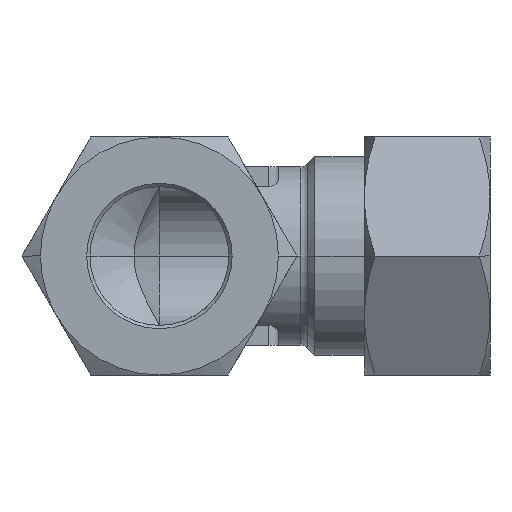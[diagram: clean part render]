
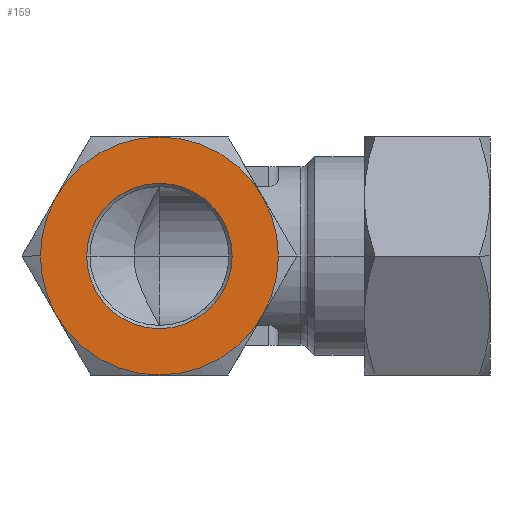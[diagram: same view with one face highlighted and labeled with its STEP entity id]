
A CAD part, front view. The second image highlights one B-rep face of the part: STEP entity #159.
In plain terms, the highlighted planar face has unit normal (0, -1, 0).
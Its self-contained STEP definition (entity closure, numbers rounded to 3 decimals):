
#159=ADVANCED_FACE('',(#397,#398),#399,.F.);
#397=FACE_BOUND('',#645,.T.);
#398=FACE_OUTER_BOUND('',#646,.T.);
#399=PLANE('',#647);
#645=EDGE_LOOP('',(#1526,#1527));
#646=EDGE_LOOP('',(#1528,#1529,#1530,#1531,#1532,#1533,#1534,#1535));
#647=AXIS2_PLACEMENT_3D('',#1536,#1537,#1538);
#1526=ORIENTED_EDGE('',*,*,#1744,.T.);
#1527=ORIENTED_EDGE('',*,*,#1740,.T.);
#1528=ORIENTED_EDGE('',*,*,#1781,.F.);
#1529=ORIENTED_EDGE('',*,*,#1697,.F.);
#1530=ORIENTED_EDGE('',*,*,#1784,.F.);
#1531=ORIENTED_EDGE('',*,*,#1786,.F.);
#1532=ORIENTED_EDGE('',*,*,#1790,.F.);
#1533=ORIENTED_EDGE('',*,*,#1791,.F.);
#1534=ORIENTED_EDGE('',*,*,#1695,.F.);
#1535=ORIENTED_EDGE('',*,*,#1795,.F.);
#1536=CARTESIAN_POINT('',(0.0,-50.0,0.0));
#1537=DIRECTION('',(0.0,1.0,-0.0));
#1538=DIRECTION('',(-0.0,0.0,1.0));
#1695=EDGE_CURVE('',#2055,#2053,#2057,.T.);
#1697=EDGE_CURVE('',#2058,#2061,#2062,.T.);
#1740=EDGE_CURVE('',#2134,#2136,#2138,.T.);
#1744=EDGE_CURVE('',#2136,#2134,#2143,.T.);
#1781=EDGE_CURVE('',#2061,#2198,#2199,.T.);
#1784=EDGE_CURVE('',#2201,#2058,#2203,.T.);
#1786=EDGE_CURVE('',#2205,#2201,#2207,.T.);
#1790=EDGE_CURVE('',#2211,#2205,#2213,.T.);
#1791=EDGE_CURVE('',#2053,#2211,#2214,.T.);
#1795=EDGE_CURVE('',#2198,#2055,#2219,.T.);
#2053=VERTEX_POINT('',#2736);
#2055=VERTEX_POINT('',#2739);
#2057=CIRCLE('',#2752,18.0);
#2058=VERTEX_POINT('',#2753);
#2061=VERTEX_POINT('',#2757);
#2062=CIRCLE('',#2758,18.0);
#2134=VERTEX_POINT('',#2973);
#2136=VERTEX_POINT('',#2976);
#2138=CIRCLE('',#2979,11.0);
#2143=CIRCLE('',#3018,11.0);
#2198=VERTEX_POINT('',#3245);
#2199=CIRCLE('',#3246,18.0);
#2201=VERTEX_POINT('',#3259);
#2203=CIRCLE('',#3272,18.0);
#2205=VERTEX_POINT('',#3274);
#2207=CIRCLE('',#3287,18.0);
#2211=VERTEX_POINT('',#3313);
#2213=CIRCLE('',#3326,18.0);
#2214=CIRCLE('',#3327,18.0);
#2219=CIRCLE('',#3365,18.0);
#2736=CARTESIAN_POINT('',(-18.0,-50.0,0.));
#2739=CARTESIAN_POINT('',(-15.588,-50.0,-9.0));
#2752=AXIS2_PLACEMENT_3D('',#4028,#4029,#4030);
#2753=CARTESIAN_POINT('',(18.0,-50.0,0.));
#2757=CARTESIAN_POINT('',(15.588,-50.0,-9.0));
#2758=AXIS2_PLACEMENT_3D('',#4032,#4033,#4034);
#2973=CARTESIAN_POINT('',(-11.0,-50.0,0.));
#2976=CARTESIAN_POINT('',(11.0,-50.0,0.));
#2979=AXIS2_PLACEMENT_3D('',#4096,#4097,#4098);
#3018=AXIS2_PLACEMENT_3D('',#4103,#4104,#4105);
#3245=CARTESIAN_POINT('',(0.,-50.0,-18.0));
#3246=AXIS2_PLACEMENT_3D('',#4165,#4166,#4167);
#3259=CARTESIAN_POINT('',(15.588,-50.0,9.));
#3272=AXIS2_PLACEMENT_3D('',#4168,#4169,#4170);
#3274=CARTESIAN_POINT('',(0.,-50.0,18.0));
#3287=AXIS2_PLACEMENT_3D('',#4171,#4172,#4173);
#3313=CARTESIAN_POINT('',(-15.588,-50.0,9.0));
#3326=AXIS2_PLACEMENT_3D('',#4174,#4175,#4176);
#3327=AXIS2_PLACEMENT_3D('',#4177,#4178,#4179);
#3365=AXIS2_PLACEMENT_3D('',#4180,#4181,#4182);
#4028=CARTESIAN_POINT('',(0.,-50.0,0.0));
#4029=DIRECTION('',(0.,1.0,0.0));
#4030=DIRECTION('',(-1.0,0.,0.0));
#4032=CARTESIAN_POINT('',(0.,-50.0,0.0));
#4033=DIRECTION('',(0.,1.0,0.0));
#4034=DIRECTION('',(-1.0,0.,0.0));
#4096=CARTESIAN_POINT('',(0.,-50.0,0.0));
#4097=DIRECTION('',(0.0,1.0,-0.0));
#4098=DIRECTION('',(-1.0,0.0,0.0));
#4103=CARTESIAN_POINT('',(0.,-50.0,0.0));
#4104=DIRECTION('',(0.0,1.0,-0.0));
#4105=DIRECTION('',(-1.0,0.0,0.0));
#4165=CARTESIAN_POINT('',(0.,-50.0,0.0));
#4166=DIRECTION('',(0.,1.0,0.0));
#4167=DIRECTION('',(-1.0,0.,0.0));
#4168=CARTESIAN_POINT('',(0.,-50.0,0.0));
#4169=DIRECTION('',(0.,1.0,0.0));
#4170=DIRECTION('',(-1.0,0.,0.0));
#4171=CARTESIAN_POINT('',(0.,-50.0,0.0));
#4172=DIRECTION('',(0.,1.0,0.0));
#4173=DIRECTION('',(-1.0,0.,0.0));
#4174=CARTESIAN_POINT('',(0.,-50.0,0.0));
#4175=DIRECTION('',(0.,1.0,0.0));
#4176=DIRECTION('',(-1.0,0.,0.0));
#4177=CARTESIAN_POINT('',(0.,-50.0,0.0));
#4178=DIRECTION('',(0.,1.0,0.0));
#4179=DIRECTION('',(-1.0,0.,0.0));
#4180=CARTESIAN_POINT('',(0.,-50.0,0.0));
#4181=DIRECTION('',(0.,1.0,0.0));
#4182=DIRECTION('',(-1.0,0.,0.0));
